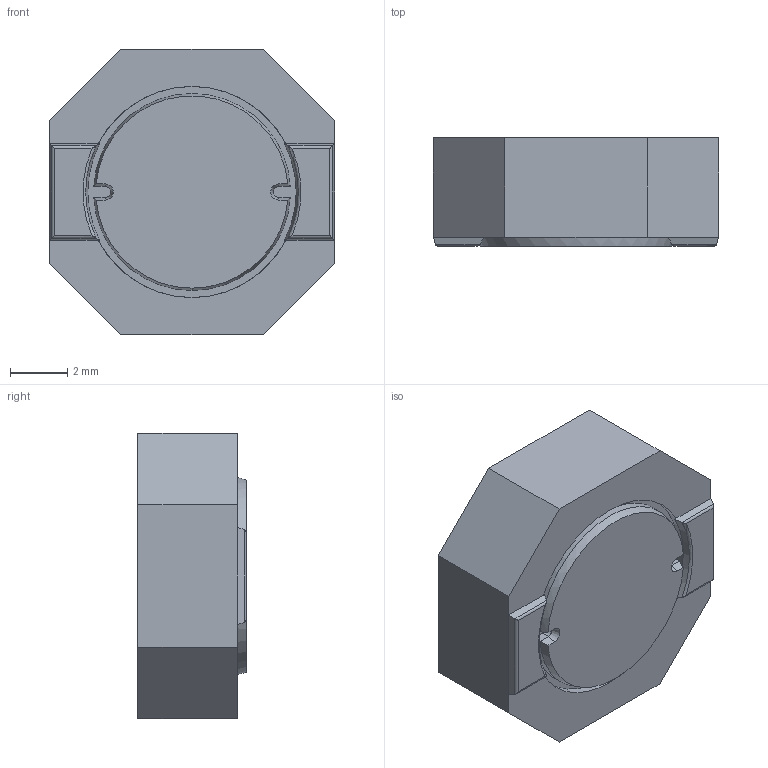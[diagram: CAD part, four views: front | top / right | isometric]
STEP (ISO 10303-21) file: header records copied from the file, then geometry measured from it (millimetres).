
FILE_DESCRIPTION (( 'STEP AP214' ), '1' );
FILE_NAME ('85B4E6F6-6BD5-423D-96A0-CA20658135D4.STEP', '2024-07-23T15:24:58', ( '' ), ( '' ), 'SwSTEP 2.0', 'SolidWorks 2022', '' );
FILE_SCHEMA (( 'AUTOMOTIVE_DESIGN' ));
Length unit declared in the file: millimetre
Products named in the file (1): 85B4E6F6-6BD5-423D-96A0-CA20658135D4
Bounding box: 10 x 3.8 x 10 mm (x, y, z)
Volume: 316.6 mm3; surface area: 329.3 mm2
Topology: 1 solids, 1 shells, 197 faces, 519 edges, 339 vertices
Faces by surface type: bspline 90, plane 78, cylinder 20, cone 7, torus 2
Entity records: 12057 total; most frequent: CARTESIAN_POINT 5840, ORIENTED_EDGE 1038, EDGE_CURVE 519, DIRECTION 467, VERTEX_POINT 339, B_SPLINE_CURVE_WITH_KNOTS 307, EDGE_LOOP 212, UNCERTAINTY_MEASURE_WITH_UNIT 200
